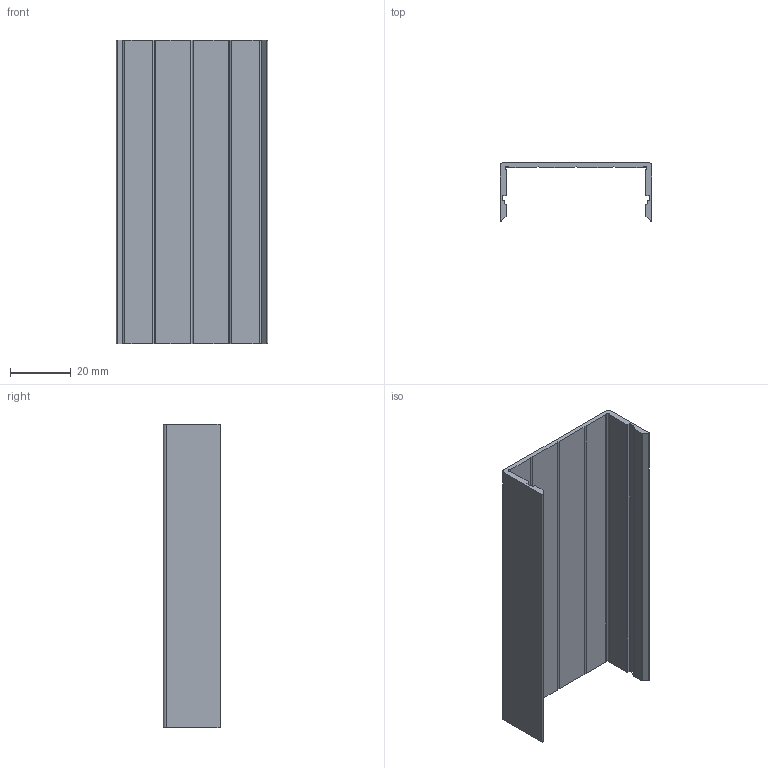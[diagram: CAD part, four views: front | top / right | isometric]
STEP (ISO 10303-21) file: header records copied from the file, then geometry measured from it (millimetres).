
FILE_DESCRIPTION (( 'STEP AP214' ), '1' );
FILE_NAME ('AL_RP2001-6000.STEP', '2024-07-15T07:56:50', ( '' ), ( '' ), 'SwSTEP 2.0', 'SolidWorks 2019', '' );
FILE_SCHEMA (( 'AUTOMOTIVE_DESIGN' ));
Length unit declared in the file: millimetre
Products named in the file (1): AL_RP2001-6000
Bounding box: 50 x 19.1 x 100 mm (x, y, z)
Volume: 13556.8 mm3; surface area: 17822.9 mm2
Topology: 1 solids, 1 shells, 58 faces, 168 edges, 112 vertices
Faces by surface type: plane 31, cylinder 27
Entity records: 1960 total; most frequent: DIRECTION 340, CARTESIAN_POINT 339, ORIENTED_EDGE 336, EDGE_CURVE 168, VECTOR 114, LINE 114, AXIS2_PLACEMENT_3D 113, VERTEX_POINT 112
